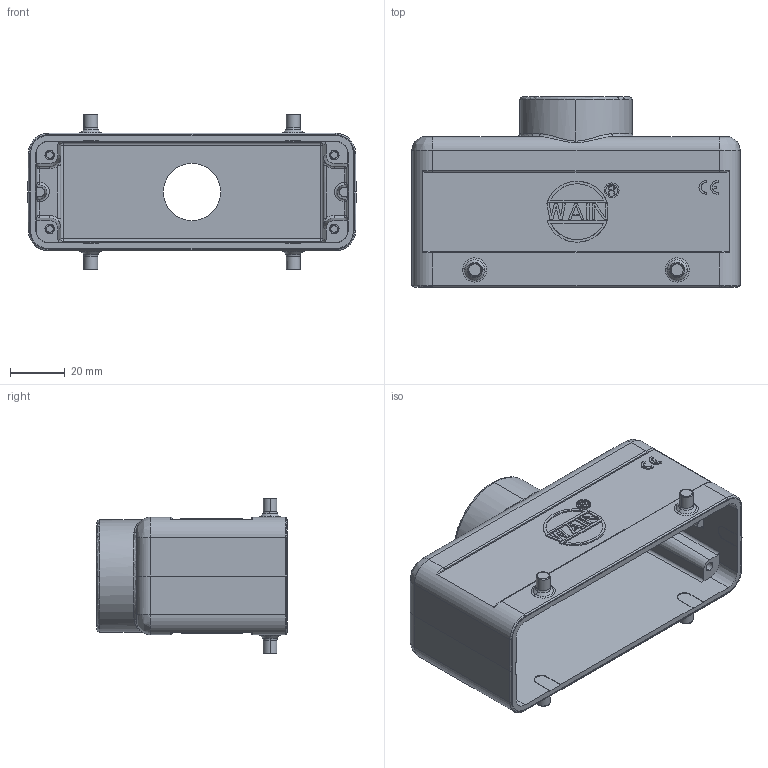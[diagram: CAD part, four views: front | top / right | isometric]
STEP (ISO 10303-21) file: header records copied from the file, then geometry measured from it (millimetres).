
FILE_DESCRIPTION(/* description */ (''),/* implementation_level */ '2;1');
FILE_NAME(/* name */ '3D_1240244301003_HV24B-TE-4B-M25_V1.1.stp',/* time_stamp */ '2024-01-17T13:23:46+08:00',/* author */ (''),/* organization */ (''),/* preprocessor_version */ 'ST-DEVELOPER v18.1',/* originating_system */ 'SIEMENS PLM Software NX 1980',/* authorisation */ '');
FILE_SCHEMA (('AUTOMOTIVE_DESIGN { 1 0 10303 214 3 1 1 1 }'));
Length unit declared in the file: millimetre
Products named in the file (1): 14593C30272Bdv7f
Bounding box: 120 x 69.5 x 57 mm (x, y, z)
Volume: 82434.3 mm3; surface area: 45467.4 mm2
Topology: 3 solids, 3 shells, 487 faces, 1255 edges, 799 vertices
Faces by surface type: plane 256, cylinder 107, torus 50, cone 36, bspline 16, sphere 12, extrusion 8, revolution 2
Entity records: 17163 total; most frequent: CARTESIAN_POINT 5644, ORIENTED_EDGE 2478, DIRECTION 2246, EDGE_CURVE 1239, VERTEX_POINT 799, VECTOR 768, LINE 760, AXIS2_PLACEMENT_3D 738
